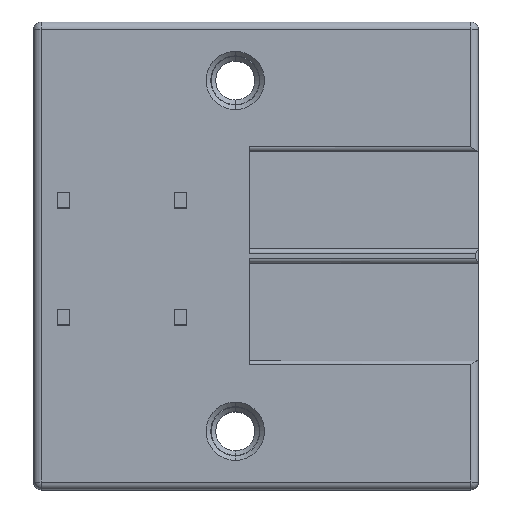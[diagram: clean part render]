
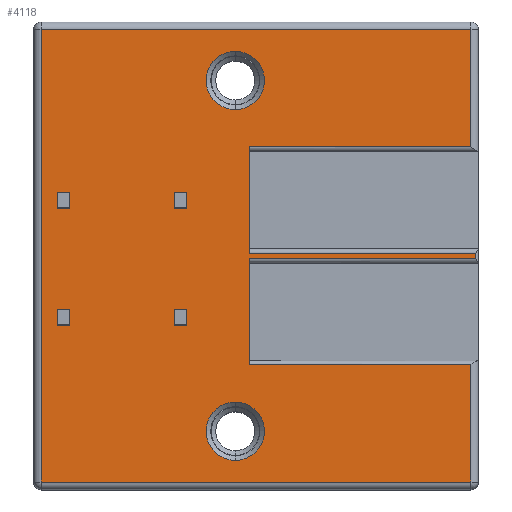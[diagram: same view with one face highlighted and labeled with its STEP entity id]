
A CAD part, top view. The second image highlights one B-rep face of the part: STEP entity #4118.
In plain terms, the highlighted planar face has unit normal (0, 0, 1).
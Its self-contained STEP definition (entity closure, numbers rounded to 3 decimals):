
#192=CARTESIAN_POINT('',(2.,19.05,6.956));
#193=DIRECTION('',(0.,0.,-1.));
#194=DIRECTION('',(0.,1.,0.));
#195=AXIS2_PLACEMENT_3D('',#192,#193,#194);
#197=CARTESIAN_POINT('',(2.,19.05,6.956));
#198=DIRECTION('',(0.,0.,-1.));
#199=DIRECTION('',(0.,-1.,0.));
#200=AXIS2_PLACEMENT_3D('',#197,#198,#199);
#202=CARTESIAN_POINT('',(2.,-3.81,6.956));
#203=DIRECTION('',(0.,0.,-1.));
#204=DIRECTION('',(0.,1.,0.));
#205=AXIS2_PLACEMENT_3D('',#202,#203,#204);
#207=CARTESIAN_POINT('',(2.,-3.81,6.956));
#208=DIRECTION('',(0.,0.,-1.));
#209=DIRECTION('',(0.,-1.,0.));
#210=AXIS2_PLACEMENT_3D('',#207,#208,#209);
#212=DIRECTION('',(0.,-1.,0.));
#213=VECTOR('',#212,7.63);
#214=CARTESIAN_POINT('',(17.35,0.51,6.956));
#215=LINE('',#214,#213);
#216=DIRECTION('',(1.,0.,0.));
#217=VECTOR('',#216,28.);
#218=CARTESIAN_POINT('',(-10.65,-7.12,6.956));
#219=LINE('',#218,#217);
#220=DIRECTION('',(-1.,0.,0.));
#221=VECTOR('',#220,28.);
#222=CARTESIAN_POINT('',(17.35,22.36,6.956));
#223=LINE('',#222,#221);
#224=DIRECTION('',(0.,-1.,0.));
#225=VECTOR('',#224,7.63);
#226=CARTESIAN_POINT('',(17.35,22.36,6.956));
#227=LINE('',#226,#225);
#228=DIRECTION('',(1.,0.,0.));
#229=VECTOR('',#228,14.45);
#230=CARTESIAN_POINT('',(2.9,14.73,6.956));
#231=LINE('',#230,#229);
#232=DIRECTION('',(0.,-1.,0.));
#233=VECTOR('',#232,6.94);
#234=CARTESIAN_POINT('',(2.9,14.73,6.956));
#235=LINE('',#234,#233);
#236=DIRECTION('',(1.,0.,0.));
#237=VECTOR('',#236,14.75);
#238=CARTESIAN_POINT('',(2.9,7.79,6.956));
#239=LINE('',#238,#237);
#240=DIRECTION('',(-1.,0.,0.));
#241=VECTOR('',#240,14.75);
#242=CARTESIAN_POINT('',(17.65,7.45,6.956));
#243=LINE('',#242,#241);
#244=DIRECTION('',(0.,1.,0.));
#245=VECTOR('',#244,6.94);
#246=CARTESIAN_POINT('',(2.9,0.51,6.956));
#247=LINE('',#246,#245);
#248=DIRECTION('',(-1.,0.,0.));
#249=VECTOR('',#248,14.45);
#250=CARTESIAN_POINT('',(17.35,0.51,6.956));
#251=LINE('',#250,#249);
#252=DIRECTION('',(-1.,0.,0.));
#253=VECTOR('',#252,0.8);
#254=CARTESIAN_POINT('',(-1.18,11.73,6.956));
#255=LINE('',#254,#253);
#256=DIRECTION('',(0.,-1.,0.));
#257=VECTOR('',#256,1.);
#258=CARTESIAN_POINT('',(-1.98,11.73,6.956));
#259=LINE('',#258,#257);
#260=DIRECTION('',(1.,0.,0.));
#261=VECTOR('',#260,0.8);
#262=CARTESIAN_POINT('',(-1.98,10.73,6.956));
#263=LINE('',#262,#261);
#264=DIRECTION('',(0.,1.,0.));
#265=VECTOR('',#264,1.);
#266=CARTESIAN_POINT('',(-1.18,10.73,6.956));
#267=LINE('',#266,#265);
#268=DIRECTION('',(-1.,0.,0.));
#269=VECTOR('',#268,0.8);
#270=CARTESIAN_POINT('',(-8.8,11.73,6.956));
#271=LINE('',#270,#269);
#272=DIRECTION('',(0.,-1.,0.));
#273=VECTOR('',#272,1.);
#274=CARTESIAN_POINT('',(-9.6,11.73,6.956));
#275=LINE('',#274,#273);
#276=DIRECTION('',(1.,0.,0.));
#277=VECTOR('',#276,0.8);
#278=CARTESIAN_POINT('',(-9.6,10.73,6.956));
#279=LINE('',#278,#277);
#280=DIRECTION('',(0.,1.,0.));
#281=VECTOR('',#280,1.);
#282=CARTESIAN_POINT('',(-8.8,10.73,6.956));
#283=LINE('',#282,#281);
#284=DIRECTION('',(-1.,0.,0.));
#285=VECTOR('',#284,0.8);
#286=CARTESIAN_POINT('',(-1.18,4.11,6.956));
#287=LINE('',#286,#285);
#288=DIRECTION('',(0.,-1.,0.));
#289=VECTOR('',#288,1.);
#290=CARTESIAN_POINT('',(-1.98,4.11,6.956));
#291=LINE('',#290,#289);
#292=DIRECTION('',(1.,0.,0.));
#293=VECTOR('',#292,0.8);
#294=CARTESIAN_POINT('',(-1.98,3.11,6.956));
#295=LINE('',#294,#293);
#296=DIRECTION('',(0.,1.,0.));
#297=VECTOR('',#296,1.);
#298=CARTESIAN_POINT('',(-1.18,3.11,6.956));
#299=LINE('',#298,#297);
#300=DIRECTION('',(-1.,0.,0.));
#301=VECTOR('',#300,0.8);
#302=CARTESIAN_POINT('',(-8.8,4.11,6.956));
#303=LINE('',#302,#301);
#304=DIRECTION('',(0.,-1.,0.));
#305=VECTOR('',#304,1.);
#306=CARTESIAN_POINT('',(-9.6,4.11,6.956));
#307=LINE('',#306,#305);
#308=DIRECTION('',(1.,0.,0.));
#309=VECTOR('',#308,0.8);
#310=CARTESIAN_POINT('',(-9.6,3.11,6.956));
#311=LINE('',#310,#309);
#312=DIRECTION('',(0.,1.,0.));
#313=VECTOR('',#312,1.);
#314=CARTESIAN_POINT('',(-8.8,3.11,6.956));
#315=LINE('',#314,#313);
#529=DIRECTION('',(0.,-1.,0.));
#530=VECTOR('',#529,29.48);
#531=CARTESIAN_POINT('',(-10.65,22.36,6.956));
#532=LINE('',#531,#530);
#1356=CARTESIAN_POINT('',(17.35,14.73,6.956));
#1389=DIRECTION('',(0.,1.,0.));
#1390=VECTOR('',#1389,0.34);
#1391=CARTESIAN_POINT('',(17.65,7.45,6.956));
#1392=LINE('',#1391,#1390);
#1699=CARTESIAN_POINT('',(17.35,0.51,6.956));
#3101=CARTESIAN_POINT('',(2.9,14.73,6.956));
#3102=CARTESIAN_POINT('',(2.9,7.79,6.956));
#3103=VERTEX_POINT('',#3101);
#3104=VERTEX_POINT('',#3102);
#3105=CARTESIAN_POINT('',(17.65,7.79,6.956));
#3106=VERTEX_POINT('',#3105);
#3238=CARTESIAN_POINT('',(2.9,0.51,6.956));
#3239=VERTEX_POINT('',#3238);
#3240=CARTESIAN_POINT('',(2.9,7.45,6.956));
#3241=VERTEX_POINT('',#3240);
#3248=CARTESIAN_POINT('',(17.65,7.45,6.956));
#3249=VERTEX_POINT('',#3248);
#3456=CARTESIAN_POINT('',(2.,20.95,6.956));
#3457=CARTESIAN_POINT('',(2.,17.15,6.956));
#3458=VERTEX_POINT('',#3456);
#3459=VERTEX_POINT('',#3457);
#3468=VERTEX_POINT('',#1356);
#3469=CARTESIAN_POINT('',(17.35,22.36,6.956));
#3470=VERTEX_POINT('',#3469);
#3489=CARTESIAN_POINT('',(-10.65,22.36,6.956));
#3490=VERTEX_POINT('',#3489);
#3620=CARTESIAN_POINT('',(2.,-1.91,6.956));
#3621=CARTESIAN_POINT('',(2.,-5.71,6.956));
#3622=VERTEX_POINT('',#3620);
#3623=VERTEX_POINT('',#3621);
#3628=VERTEX_POINT('',#1699);
#3634=CARTESIAN_POINT('',(17.35,-7.12,6.956));
#3635=VERTEX_POINT('',#3634);
#3650=CARTESIAN_POINT('',(-10.65,-7.12,6.956));
#3651=VERTEX_POINT('',#3650);
#3741=CARTESIAN_POINT('',(-1.18,11.73,6.956));
#3742=CARTESIAN_POINT('',(-1.98,11.73,6.956));
#3743=VERTEX_POINT('',#3741);
#3744=VERTEX_POINT('',#3742);
#3745=CARTESIAN_POINT('',(-1.98,10.73,6.956));
#3746=VERTEX_POINT('',#3745);
#3747=CARTESIAN_POINT('',(-1.18,10.73,6.956));
#3748=VERTEX_POINT('',#3747);
#3749=CARTESIAN_POINT('',(-8.8,11.73,6.956));
#3750=CARTESIAN_POINT('',(-9.6,11.73,6.956));
#3751=VERTEX_POINT('',#3749);
#3752=VERTEX_POINT('',#3750);
#3753=CARTESIAN_POINT('',(-9.6,10.73,6.956));
#3754=VERTEX_POINT('',#3753);
#3755=CARTESIAN_POINT('',(-8.8,10.73,6.956));
#3756=VERTEX_POINT('',#3755);
#3773=CARTESIAN_POINT('',(-1.18,4.11,6.956));
#3774=CARTESIAN_POINT('',(-1.98,4.11,6.956));
#3775=VERTEX_POINT('',#3773);
#3776=VERTEX_POINT('',#3774);
#3777=CARTESIAN_POINT('',(-1.98,3.11,6.956));
#3778=VERTEX_POINT('',#3777);
#3779=CARTESIAN_POINT('',(-1.18,3.11,6.956));
#3780=VERTEX_POINT('',#3779);
#3781=CARTESIAN_POINT('',(-8.8,4.11,6.956));
#3782=CARTESIAN_POINT('',(-9.6,4.11,6.956));
#3783=VERTEX_POINT('',#3781);
#3784=VERTEX_POINT('',#3782);
#3785=CARTESIAN_POINT('',(-9.6,3.11,6.956));
#3786=VERTEX_POINT('',#3785);
#3787=CARTESIAN_POINT('',(-8.8,3.11,6.956));
#3788=VERTEX_POINT('',#3787);
#4036=CARTESIAN_POINT('',(-10.95,0.,6.956));
#4037=DIRECTION('',(0.,0.,1.));
#4038=DIRECTION('',(1.,0.,0.));
#4039=AXIS2_PLACEMENT_3D('',#4036,#4037,#4038);
#4040=PLANE('',#4039);
#4042=ORIENTED_EDGE('',*,*,#4041,.T.);
#4044=ORIENTED_EDGE('',*,*,#4043,.F.);
#4046=ORIENTED_EDGE('',*,*,#4045,.F.);
#4048=ORIENTED_EDGE('',*,*,#4047,.F.);
#4050=ORIENTED_EDGE('',*,*,#4049,.T.);
#4052=ORIENTED_EDGE('',*,*,#4051,.F.);
#4054=ORIENTED_EDGE('',*,*,#4053,.T.);
#4056=ORIENTED_EDGE('',*,*,#4055,.T.);
#4058=ORIENTED_EDGE('',*,*,#4057,.F.);
#4060=ORIENTED_EDGE('',*,*,#4059,.T.);
#4062=ORIENTED_EDGE('',*,*,#4061,.F.);
#4064=ORIENTED_EDGE('',*,*,#4063,.F.);
#4065=EDGE_LOOP('',(#4042,#4044,#4046,#4048,#4050,#4052,#4054,#4056,#4058,#4060,
#4062,#4064));
#4066=FACE_OUTER_BOUND('',#4065,.F.);
#4068=ORIENTED_EDGE('',*,*,#4067,.F.);
#4069=ORIENTED_EDGE('',*,*,#4026,.F.);
#4070=EDGE_LOOP('',(#4068,#4069));
#4071=FACE_BOUND('',#4070,.F.);
#4073=ORIENTED_EDGE('',*,*,#4072,.F.);
#4075=ORIENTED_EDGE('',*,*,#4074,.F.);
#4076=EDGE_LOOP('',(#4073,#4075));
#4077=FACE_BOUND('',#4076,.F.);
#4079=ORIENTED_EDGE('',*,*,#4078,.T.);
#4081=ORIENTED_EDGE('',*,*,#4080,.T.);
#4083=ORIENTED_EDGE('',*,*,#4082,.T.);
#4085=ORIENTED_EDGE('',*,*,#4084,.T.);
#4086=EDGE_LOOP('',(#4079,#4081,#4083,#4085));
#4087=FACE_BOUND('',#4086,.F.);
#4089=ORIENTED_EDGE('',*,*,#4088,.T.);
#4091=ORIENTED_EDGE('',*,*,#4090,.T.);
#4093=ORIENTED_EDGE('',*,*,#4092,.T.);
#4095=ORIENTED_EDGE('',*,*,#4094,.T.);
#4096=EDGE_LOOP('',(#4089,#4091,#4093,#4095));
#4097=FACE_BOUND('',#4096,.F.);
#4099=ORIENTED_EDGE('',*,*,#4098,.T.);
#4101=ORIENTED_EDGE('',*,*,#4100,.T.);
#4103=ORIENTED_EDGE('',*,*,#4102,.T.);
#4105=ORIENTED_EDGE('',*,*,#4104,.T.);
#4106=EDGE_LOOP('',(#4099,#4101,#4103,#4105));
#4107=FACE_BOUND('',#4106,.F.);
#4109=ORIENTED_EDGE('',*,*,#4108,.T.);
#4111=ORIENTED_EDGE('',*,*,#4110,.T.);
#4113=ORIENTED_EDGE('',*,*,#4112,.T.);
#4115=ORIENTED_EDGE('',*,*,#4114,.T.);
#4116=EDGE_LOOP('',(#4109,#4111,#4113,#4115));
#4117=FACE_BOUND('',#4116,.F.);
#4118=ADVANCED_FACE('',(#4066,#4071,#4077,#4087,#4097,#4107,#4117),#4040,.T.);
#196=CIRCLE('',#195,1.9);
#201=CIRCLE('',#200,1.9);
#206=CIRCLE('',#205,1.9);
#211=CIRCLE('',#210,1.9);
#4026=EDGE_CURVE('',#3623,#3622,#211,.T.);
#4041=EDGE_CURVE('',#3628,#3635,#215,.T.);
#4043=EDGE_CURVE('',#3651,#3635,#219,.T.);
#4045=EDGE_CURVE('',#3490,#3651,#532,.T.);
#4047=EDGE_CURVE('',#3470,#3490,#223,.T.);
#4049=EDGE_CURVE('',#3470,#3468,#227,.T.);
#4051=EDGE_CURVE('',#3103,#3468,#231,.T.);
#4053=EDGE_CURVE('',#3103,#3104,#235,.T.);
#4055=EDGE_CURVE('',#3104,#3106,#239,.T.);
#4057=EDGE_CURVE('',#3249,#3106,#1392,.T.);
#4059=EDGE_CURVE('',#3249,#3241,#243,.T.);
#4061=EDGE_CURVE('',#3239,#3241,#247,.T.);
#4063=EDGE_CURVE('',#3628,#3239,#251,.T.);
#4067=EDGE_CURVE('',#3622,#3623,#206,.T.);
#4072=EDGE_CURVE('',#3458,#3459,#196,.T.);
#4074=EDGE_CURVE('',#3459,#3458,#201,.T.);
#4078=EDGE_CURVE('',#3743,#3744,#255,.T.);
#4080=EDGE_CURVE('',#3744,#3746,#259,.T.);
#4082=EDGE_CURVE('',#3746,#3748,#263,.T.);
#4084=EDGE_CURVE('',#3748,#3743,#267,.T.);
#4088=EDGE_CURVE('',#3751,#3752,#271,.T.);
#4090=EDGE_CURVE('',#3752,#3754,#275,.T.);
#4092=EDGE_CURVE('',#3754,#3756,#279,.T.);
#4094=EDGE_CURVE('',#3756,#3751,#283,.T.);
#4098=EDGE_CURVE('',#3775,#3776,#287,.T.);
#4100=EDGE_CURVE('',#3776,#3778,#291,.T.);
#4102=EDGE_CURVE('',#3778,#3780,#295,.T.);
#4104=EDGE_CURVE('',#3780,#3775,#299,.T.);
#4108=EDGE_CURVE('',#3783,#3784,#303,.T.);
#4110=EDGE_CURVE('',#3784,#3786,#307,.T.);
#4112=EDGE_CURVE('',#3786,#3788,#311,.T.);
#4114=EDGE_CURVE('',#3788,#3783,#315,.T.);
